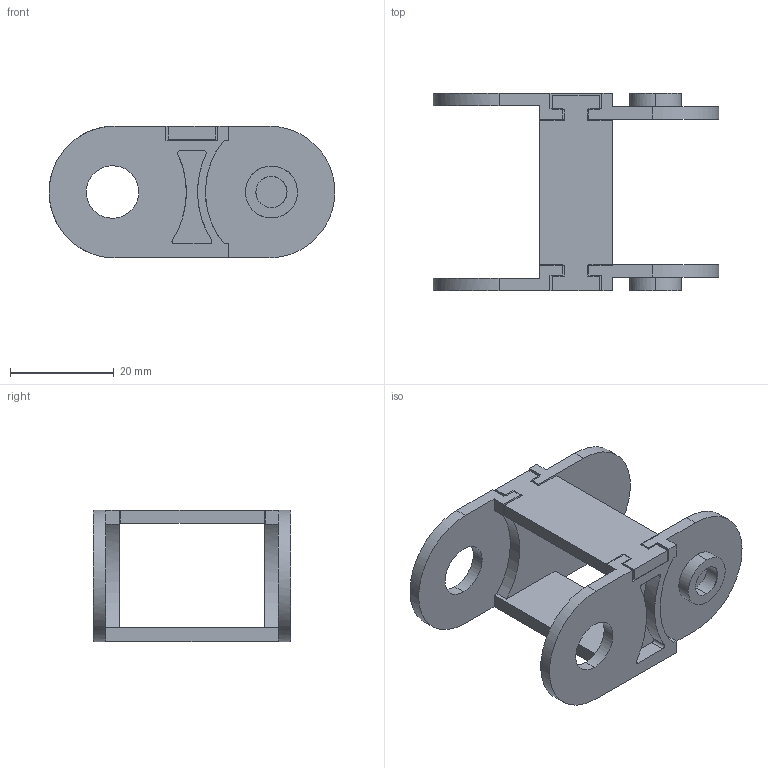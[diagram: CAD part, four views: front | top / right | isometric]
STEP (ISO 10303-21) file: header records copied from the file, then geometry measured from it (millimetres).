
FILE_DESCRIPTION(/* description */ (''),/* implementation_level */ '2;1');
FILE_NAME(/* name */ 'ELOT28~1',/* time_stamp */ '2017-08-25T13:38:23-03:00',/* author */ (''),/* organization */ (''),/* preprocessor_version */ 'ST-DEVELOPER v15',/* originating_system */ '',/* authorisation */ '');
FILE_SCHEMA (('AUTOMOTIVE_DESIGN'));
Length unit declared in the file: centimetre
Products named in the file (1): Document
Bounding box: 54.98 x 38 x 25.4 mm (x, y, z)
Volume: 8639.4 mm3; surface area: 8615.5 mm2
Topology: 2 solids, 2 shells, 108 faces, 299 edges, 201 vertices
Faces by surface type: plane 74, bspline 34
Entity records: 3772 total; most frequent: CARTESIAN_POINT 1819, ORIENTED_EDGE 598, EDGE_CURVE 299, B_SPLINE_CURVE_WITH_KNOTS 243, VERTEX_POINT 201, EDGE_LOOP 118, ADVANCED_FACE 108, FACE_OUTER_BOUND 108
